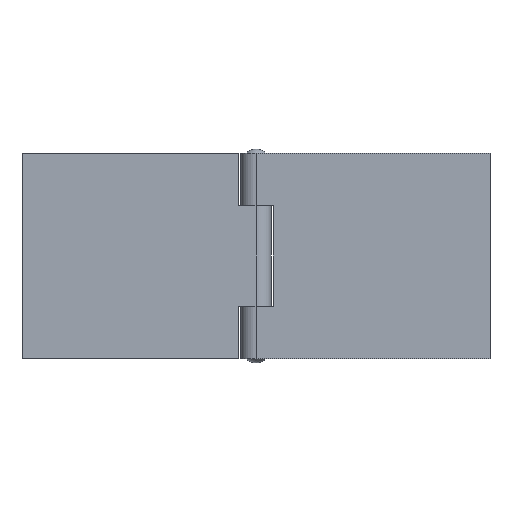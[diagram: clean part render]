
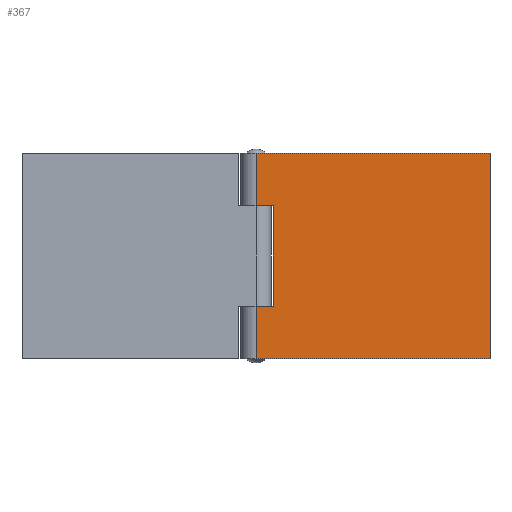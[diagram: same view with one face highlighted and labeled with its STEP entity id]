
A CAD part, front view. The second image highlights one B-rep face of the part: STEP entity #367.
In plain terms, the highlighted planar face has unit normal (0, -1, 0).
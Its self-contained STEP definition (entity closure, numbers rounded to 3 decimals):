
#249 = EDGE_CURVE ( 'NONE', #290, #294, #824, .T. ) ;
#269 = EDGE_CURVE ( 'NONE', #321, #325, #853, .T. ) ;
#290 = VERTEX_POINT ( 'NONE', #925 ) ;
#294 = VERTEX_POINT ( 'NONE', #919 ) ;
#321 = VERTEX_POINT ( 'NONE', #1000 ) ;
#325 = VERTEX_POINT ( 'NONE', #994 ) ;
#339 = ORIENTED_EDGE ( 'NONE', *, *, #385, .T. ) ;
#340 = ORIENTED_EDGE ( 'NONE', *, *, #341, .F. ) ;
#341 = EDGE_CURVE ( 'NONE', #393, #383, #1032, .T. ) ;
#342 = ORIENTED_EDGE ( 'NONE', *, *, #392, .F. ) ;
#343 = ORIENTED_EDGE ( 'NONE', *, *, #269, .T. ) ;
#344 = ORIENTED_EDGE ( 'NONE', *, *, #345, .T. ) ;
#345 = EDGE_CURVE ( 'NONE', #325, #371, #1023, .T. ) ;
#367 = ADVANCED_FACE ( 'NONE', ( #1050 ), #1049, .F. ) ;
#368 = EDGE_LOOP ( 'NONE', ( #369, #373, #375, #339, #340, #342, #343, #344 ) ) ;
#369 = ORIENTED_EDGE ( 'NONE', *, *, #370, .T. ) ;
#370 = EDGE_CURVE ( 'NONE', #371, #372, #1044, .T. ) ;
#371 = VERTEX_POINT ( 'NONE', #1040 ) ;
#372 = VERTEX_POINT ( 'NONE', #1039 ) ;
#373 = ORIENTED_EDGE ( 'NONE', *, *, #374, .T. ) ;
#374 = EDGE_CURVE ( 'NONE', #372, #290, #1038, .T. ) ;
#375 = ORIENTED_EDGE ( 'NONE', *, *, #249, .T. ) ;
#383 = VERTEX_POINT ( 'NONE', #1083 ) ;
#385 = EDGE_CURVE ( 'NONE', #294, #383, #1082, .T. ) ;
#392 = EDGE_CURVE ( 'NONE', #321, #393, #1073, .T. ) ;
#393 = VERTEX_POINT ( 'NONE', #1069 ) ;
#817 = DIRECTION ( 'NONE',  ( 0., 0., -1. ) ) ;
#818 = VECTOR ( 'NONE', #817, 1000. ) ;
#819 = CARTESIAN_POINT ( 'NONE',  ( 0., -3.75, 25.5 ) ) ;
#824 = LINE ( 'NONE', #819, #818 ) ;
#850 = DIRECTION ( 'NONE',  ( 0., 0., -1. ) ) ;
#851 = VECTOR ( 'NONE', #850, 1000. ) ;
#852 = CARTESIAN_POINT ( 'NONE',  ( 0., -3.75, 25.5 ) ) ;
#853 = LINE ( 'NONE', #852, #851 ) ;
#919 = CARTESIAN_POINT ( 'NONE',  ( 0., -3.75, -25.5 ) ) ;
#925 = CARTESIAN_POINT ( 'NONE',  ( 0., -3.75, -12.5 ) ) ;
#994 = CARTESIAN_POINT ( 'NONE',  ( 0., -3.75, 12.5 ) ) ;
#1000 = CARTESIAN_POINT ( 'NONE',  ( 0., -3.75, 25.5 ) ) ;
#1020 = DIRECTION ( 'NONE',  ( 1., 0., 0. ) ) ;
#1021 = VECTOR ( 'NONE', #1020, 1000. ) ;
#1022 = CARTESIAN_POINT ( 'NONE',  ( 0., -3.75, 12.5 ) ) ;
#1023 = LINE ( 'NONE', #1022, #1021 ) ;
#1024 = DIRECTION ( 'NONE',  ( 0., 0., -1. ) ) ;
#1025 = VECTOR ( 'NONE', #1024, 1000. ) ;
#1026 = CARTESIAN_POINT ( 'NONE',  ( 58., -3.75, 25.5 ) ) ;
#1032 = LINE ( 'NONE', #1026, #1025 ) ;
#1038 = LINE ( 'NONE', #1101, #1100 ) ;
#1039 = CARTESIAN_POINT ( 'NONE',  ( 4.3, -3.75, -12.5 ) ) ;
#1040 = CARTESIAN_POINT ( 'NONE',  ( 4.3, -3.75, 12.5 ) ) ;
#1041 = DIRECTION ( 'NONE',  ( 0., 0., -1. ) ) ;
#1042 = VECTOR ( 'NONE', #1041, 1000. ) ;
#1043 = CARTESIAN_POINT ( 'NONE',  ( 4.3, -3.75, 25.5 ) ) ;
#1044 = LINE ( 'NONE', #1043, #1042 ) ;
#1045 = DIRECTION ( 'NONE',  ( 0., 0., 1. ) ) ;
#1046 = DIRECTION ( 'NONE',  ( 0., 1., 0. ) ) ;
#1047 = CARTESIAN_POINT ( 'NONE',  ( 0., -3.75, 25.5 ) ) ;
#1048 = AXIS2_PLACEMENT_3D ( 'NONE', #1047, #1046, #1045 ) ;
#1049 = PLANE ( 'NONE',  #1048 ) ;
#1050 = FACE_OUTER_BOUND ( 'NONE', #368, .T. ) ;
#1069 = CARTESIAN_POINT ( 'NONE',  ( 58., -3.75, 25.5 ) ) ;
#1070 = DIRECTION ( 'NONE',  ( 1., 0., 0. ) ) ;
#1071 = VECTOR ( 'NONE', #1070, 1000. ) ;
#1072 = CARTESIAN_POINT ( 'NONE',  ( 0., -3.75, 25.5 ) ) ;
#1073 = LINE ( 'NONE', #1072, #1071 ) ;
#1079 = DIRECTION ( 'NONE',  ( 1., 0., 0. ) ) ;
#1080 = VECTOR ( 'NONE', #1079, 1000. ) ;
#1081 = CARTESIAN_POINT ( 'NONE',  ( 0., -3.75, -25.5 ) ) ;
#1082 = LINE ( 'NONE', #1081, #1080 ) ;
#1083 = CARTESIAN_POINT ( 'NONE',  ( 58., -3.75, -25.5 ) ) ;
#1099 = DIRECTION ( 'NONE',  ( -1., 0., 0. ) ) ;
#1100 = VECTOR ( 'NONE', #1099, 1000. ) ;
#1101 = CARTESIAN_POINT ( 'NONE',  ( 0., -3.75, -12.5 ) ) ;
